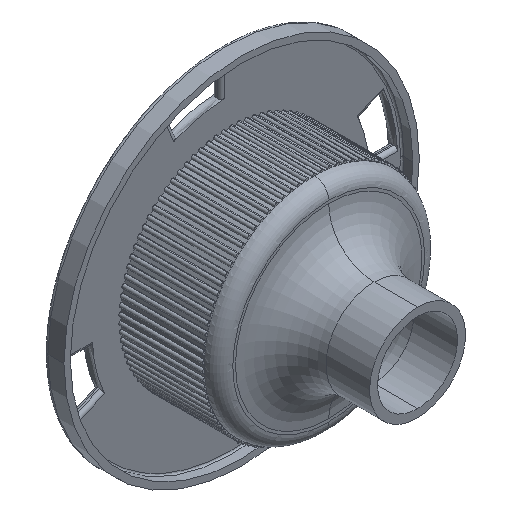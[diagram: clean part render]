
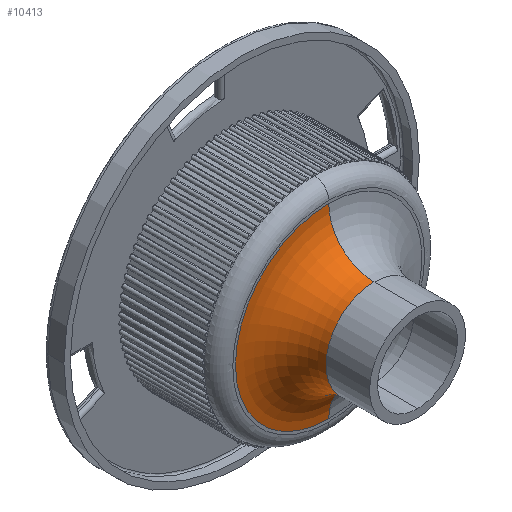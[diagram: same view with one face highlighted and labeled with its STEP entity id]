
A CAD part, isometric view. The second image highlights one B-rep face of the part: STEP entity #10413.
In plain terms, the highlighted toroidal (fillet/blend) face has major radius 26.24 mm and minor radius 12.74 mm.
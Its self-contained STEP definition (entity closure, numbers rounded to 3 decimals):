
#648 = EDGE_LOOP ( 'NONE', ( #5933, #2659, #10419, #8296 ) ) ;
#665 = CARTESIAN_POINT ( 'NONE',  ( 0., -35.24, -13.5 ) ) ;
#682 = CIRCLE ( 'NONE', #981, 13.5 ) ;
#894 = CARTESIAN_POINT ( 'NONE',  ( 0., -35.24, 0. ) ) ;
#954 = DIRECTION ( 'NONE',  ( -1., 0., 0. ) ) ;
#981 = AXIS2_PLACEMENT_3D ( 'NONE', #894, #2707, #10983 ) ;
#1447 = AXIS2_PLACEMENT_3D ( 'NONE', #5742, #954, #2813 ) ;
#2194 = DIRECTION ( 'NONE',  ( 0., 1., 0. ) ) ;
#2615 = TOROIDAL_SURFACE ( 'NONE', #7589, 26.24, 12.74 ) ;
#2659 = ORIENTED_EDGE ( 'NONE', *, *, #7032, .T. ) ;
#2707 = DIRECTION ( 'NONE',  ( 0., 1., 0. ) ) ;
#2813 = DIRECTION ( 'NONE',  ( 0., 0., 1. ) ) ;
#2936 = VERTEX_POINT ( 'NONE', #3148 ) ;
#3005 = CIRCLE ( 'NONE', #1447, 12.74 ) ;
#3108 = CARTESIAN_POINT ( 'NONE',  ( 0., -22.5, 26.24 ) ) ;
#3148 = CARTESIAN_POINT ( 'NONE',  ( 0., -22.5, -26.24 ) ) ;
#4052 = CARTESIAN_POINT ( 'NONE',  ( 0., -35.24, -26.24 ) ) ;
#4785 = EDGE_CURVE ( 'NONE', #10418, #5294, #3005, .T. ) ;
#5006 = DIRECTION ( 'NONE',  ( 0., 0., 1. ) ) ;
#5065 = EDGE_CURVE ( 'NONE', #5622, #5294, #682, .T. ) ;
#5294 = VERTEX_POINT ( 'NONE', #11829 ) ;
#5603 = DIRECTION ( 'NONE',  ( 0., 1., 0. ) ) ;
#5622 = VERTEX_POINT ( 'NONE', #665 ) ;
#5742 = CARTESIAN_POINT ( 'NONE',  ( 0., -35.24, 26.24 ) ) ;
#5933 = ORIENTED_EDGE ( 'NONE', *, *, #6448, .F. ) ;
#6448 = EDGE_CURVE ( 'NONE', #2936, #10418, #8847, .T. ) ;
#6507 = FACE_OUTER_BOUND ( 'NONE', #648, .T. ) ;
#7032 = EDGE_CURVE ( 'NONE', #2936, #5622, #8322, .T. ) ;
#7589 = AXIS2_PLACEMENT_3D ( 'NONE', #10435, #2194, #5006 ) ;
#7633 = AXIS2_PLACEMENT_3D ( 'NONE', #10153, #5603, #9209 ) ;
#8296 = ORIENTED_EDGE ( 'NONE', *, *, #4785, .F. ) ;
#8322 = CIRCLE ( 'NONE', #10977, 12.74 ) ;
#8395 = DIRECTION ( 'NONE',  ( 0., 0., -1. ) ) ;
#8847 = CIRCLE ( 'NONE', #7633, 26.24 ) ;
#9209 = DIRECTION ( 'NONE',  ( 0., 0., 1. ) ) ;
#9475 = DIRECTION ( 'NONE',  ( 1., 0., 0. ) ) ;
#10153 = CARTESIAN_POINT ( 'NONE',  ( 0., -22.5, 0. ) ) ;
#10413 = ADVANCED_FACE ( 'NONE', ( #6507 ), #2615, .F. ) ;
#10418 = VERTEX_POINT ( 'NONE', #3108 ) ;
#10419 = ORIENTED_EDGE ( 'NONE', *, *, #5065, .T. ) ;
#10435 = CARTESIAN_POINT ( 'NONE',  ( 0., -35.24, 0. ) ) ;
#10977 = AXIS2_PLACEMENT_3D ( 'NONE', #4052, #9475, #8395 ) ;
#10983 = DIRECTION ( 'NONE',  ( 0., 0., 1. ) ) ;
#11829 = CARTESIAN_POINT ( 'NONE',  ( 0., -35.24, 13.5 ) ) ;
